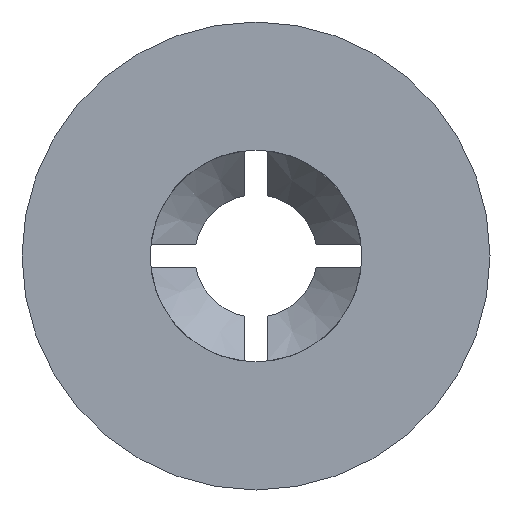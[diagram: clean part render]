
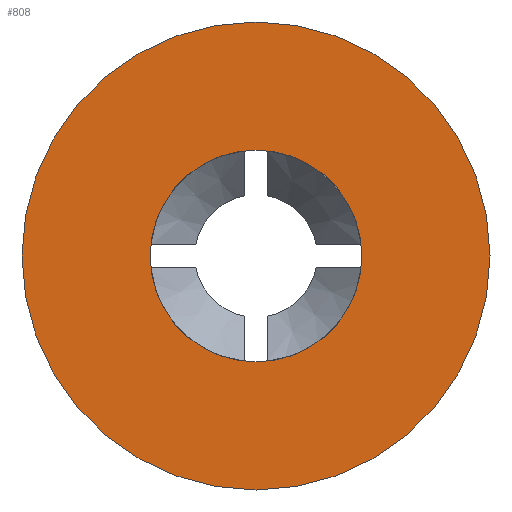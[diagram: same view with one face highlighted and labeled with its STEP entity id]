
A CAD part, front view. The second image highlights one B-rep face of the part: STEP entity #808.
In plain terms, the highlighted planar face has unit normal (0, -1, 0).
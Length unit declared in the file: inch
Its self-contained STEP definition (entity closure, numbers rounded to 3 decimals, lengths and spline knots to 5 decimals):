
#32 = EDGE_CURVE ( 'NONE', #1528, #1347, #1283, .T. ) ;
#149 = DIRECTION ( 'NONE',  ( 0., 1., 0. ) ) ;
#198 = CARTESIAN_POINT ( 'NONE',  ( 0., 0., 0. ) ) ;
#199 = CARTESIAN_POINT ( 'NONE',  ( 0., 0., -0.21 ) ) ;
#239 = ORIENTED_EDGE ( 'NONE', *, *, #815, .F. ) ;
#260 = DIRECTION ( 'NONE',  ( 0., 0., 1. ) ) ;
#296 = ORIENTED_EDGE ( 'NONE', *, *, #1267, .F. ) ;
#512 = CARTESIAN_POINT ( 'NONE',  ( 0., 0., 0.095 ) ) ;
#533 = AXIS2_PLACEMENT_3D ( 'NONE', #1465, #727, #260 ) ;
#561 = AXIS2_PLACEMENT_3D ( 'NONE', #1443, #1097, #1569 ) ;
#583 = CIRCLE ( 'NONE', #672, 0.21 ) ;
#606 = EDGE_LOOP ( 'NONE', ( #239, #1324 ) ) ;
#670 = DIRECTION ( 'NONE',  ( 0., 0., 1. ) ) ;
#672 = AXIS2_PLACEMENT_3D ( 'NONE', #1327, #988, #670 ) ;
#727 = DIRECTION ( 'NONE',  ( 0., 1., 0. ) ) ;
#744 = ORIENTED_EDGE ( 'NONE', *, *, #1392, .F. ) ;
#751 = AXIS2_PLACEMENT_3D ( 'NONE', #198, #941, #802 ) ;
#802 = DIRECTION ( 'NONE',  ( 0., 0., -1. ) ) ;
#808 = ADVANCED_FACE ( 'NONE', ( #1473, #1058 ), #1475, .F. ) ;
#815 = EDGE_CURVE ( 'NONE', #1347, #1528, #583, .T. ) ;
#830 = VERTEX_POINT ( 'NONE', #847 ) ;
#847 = CARTESIAN_POINT ( 'NONE',  ( 0., 0., -0.095 ) ) ;
#864 = CIRCLE ( 'NONE', #561, 0.095 ) ;
#869 = CARTESIAN_POINT ( 'NONE',  ( 0., 0., 0. ) ) ;
#902 = EDGE_LOOP ( 'NONE', ( #296, #744 ) ) ;
#941 = DIRECTION ( 'NONE',  ( 0., -1., 0. ) ) ;
#988 = DIRECTION ( 'NONE',  ( 0., 1., 0. ) ) ;
#1058 = FACE_OUTER_BOUND ( 'NONE', #606, .T. ) ;
#1097 = DIRECTION ( 'NONE',  ( 0., -1., 0. ) ) ;
#1259 = AXIS2_PLACEMENT_3D ( 'NONE', #869, #149, #1390 ) ;
#1267 = EDGE_CURVE ( 'NONE', #830, #1572, #1318, .T. ) ;
#1283 = CIRCLE ( 'NONE', #1259, 0.21 ) ;
#1318 = CIRCLE ( 'NONE', #751, 0.095 ) ;
#1324 = ORIENTED_EDGE ( 'NONE', *, *, #32, .F. ) ;
#1327 = CARTESIAN_POINT ( 'NONE',  ( 0., 0., 0. ) ) ;
#1347 = VERTEX_POINT ( 'NONE', #199 ) ;
#1355 = CARTESIAN_POINT ( 'NONE',  ( 0., 0., 0.21 ) ) ;
#1390 = DIRECTION ( 'NONE',  ( 0., 0., 1. ) ) ;
#1392 = EDGE_CURVE ( 'NONE', #1572, #830, #864, .T. ) ;
#1443 = CARTESIAN_POINT ( 'NONE',  ( 0., 0., 0. ) ) ;
#1465 = CARTESIAN_POINT ( 'NONE',  ( 0., 0., 0. ) ) ;
#1473 = FACE_BOUND ( 'NONE', #902, .T. ) ;
#1475 = PLANE ( 'NONE',  #533 ) ;
#1528 = VERTEX_POINT ( 'NONE', #1355 ) ;
#1569 = DIRECTION ( 'NONE',  ( 0., 0., -1. ) ) ;
#1572 = VERTEX_POINT ( 'NONE', #512 ) ;
